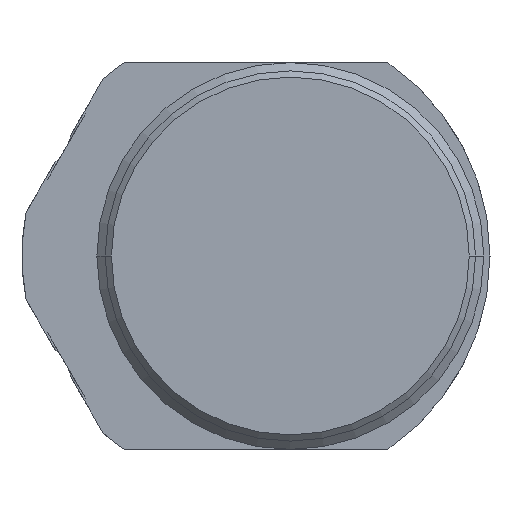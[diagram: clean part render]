
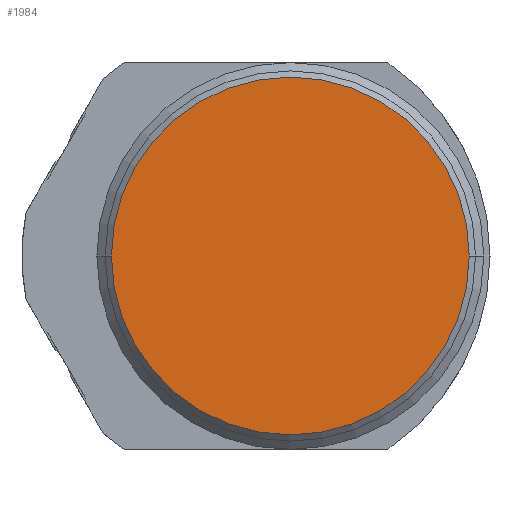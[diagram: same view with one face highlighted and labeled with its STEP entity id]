
A CAD part, left-side view. The second image highlights one B-rep face of the part: STEP entity #1984.
In plain terms, the highlighted planar face has unit normal (-1, 0, 0).
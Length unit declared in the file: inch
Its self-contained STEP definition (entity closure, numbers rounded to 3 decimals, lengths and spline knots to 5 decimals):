
#545=CARTESIAN_POINT('',(-4.982,-0.165,0.));
#546=DIRECTION('',(-1.,0.,0.));
#547=DIRECTION('',(0.,1.,0.));
#548=AXIS2_PLACEMENT_3D('',#545,#546,#547);
#575=CARTESIAN_POINT('',(-4.982,-0.165,0.));
#576=DIRECTION('',(1.,0.,0.));
#577=DIRECTION('',(0.,1.,0.));
#578=AXIS2_PLACEMENT_3D('',#575,#576,#577);
#1517=CARTESIAN_POINT('',(-4.982,0.695,0.));
#1518=CARTESIAN_POINT('',(-4.982,-1.025,0.));
#1519=VERTEX_POINT('',#1517);
#1520=VERTEX_POINT('',#1518);
#1974=CARTESIAN_POINT('',(-4.982,0.,0.));
#1975=DIRECTION('',(1.,0.,0.));
#1976=DIRECTION('',(0.,0.,-1.));
#1977=AXIS2_PLACEMENT_3D('',#1974,#1975,#1976);
#1978=PLANE('',#1977);
#1979=ORIENTED_EDGE('',*,*,#1964,.F.);
#1981=ORIENTED_EDGE('',*,*,#1980,.T.);
#1982=EDGE_LOOP('',(#1979,#1981));
#1983=FACE_OUTER_BOUND('',#1982,.F.);
#1984=ADVANCED_FACE('',(#1983),#1978,.F.);
#549=CIRCLE('',#548,0.86);
#579=CIRCLE('',#578,0.86);
#1964=EDGE_CURVE('',#1519,#1520,#549,.T.);
#1980=EDGE_CURVE('',#1519,#1520,#579,.T.);
